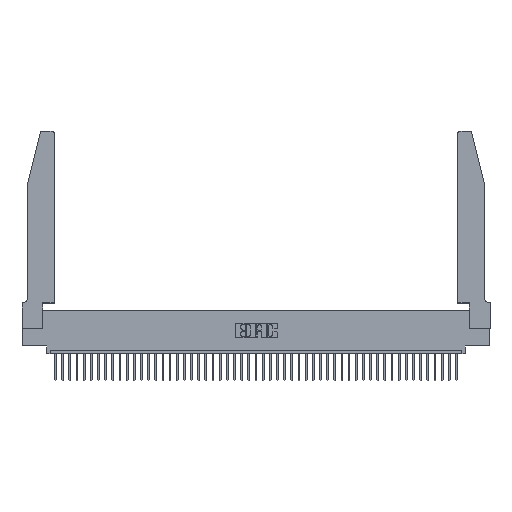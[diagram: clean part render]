
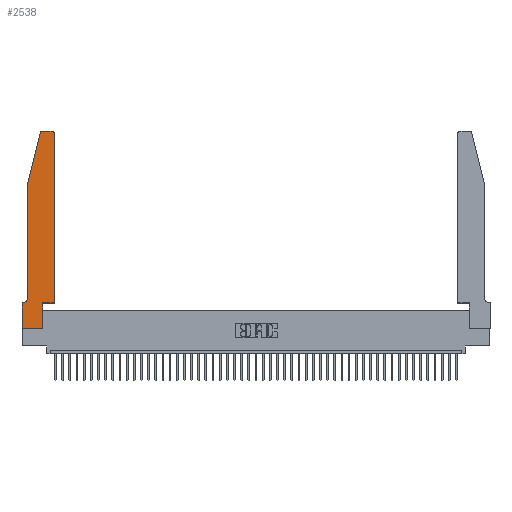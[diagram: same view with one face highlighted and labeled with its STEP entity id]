
A CAD part, top view. The second image highlights one B-rep face of the part: STEP entity #2538.
In plain terms, the highlighted planar face has unit normal (0, 0, 1).
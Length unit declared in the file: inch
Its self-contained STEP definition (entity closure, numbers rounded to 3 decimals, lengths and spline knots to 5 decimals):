
#578 = DIRECTION ( 'NONE',  ( 0., 0., 1. ) ) ;
#884 = LINE ( 'NONE', #32636, #23733 ) ;
#1189 = ORIENTED_EDGE ( 'NONE', *, *, #36169, .T. ) ;
#1466 = DIRECTION ( 'NONE',  ( 1., 0., 0. ) ) ;
#2538 = ADVANCED_FACE ( 'NONE', ( #42951 ), #21467, .T. ) ;
#3274 = ORIENTED_EDGE ( 'NONE', *, *, #43554, .T. ) ;
#4155 = VERTEX_POINT ( 'NONE', #15713 ) ;
#4511 = CARTESIAN_POINT ( 'NONE',  ( 0.0755, 2., 0.37 ) ) ;
#5407 = CARTESIAN_POINT ( 'NONE',  ( 0.4205, 2.72, 0.37 ) ) ;
#5469 = EDGE_CURVE ( 'NONE', #38848, #11634, #22847, .T. ) ;
#6718 = CARTESIAN_POINT ( 'NONE',  ( 0.25487, 2.72718, 0.37 ) ) ;
#6784 = VERTEX_POINT ( 'NONE', #9664 ) ;
#7125 = CARTESIAN_POINT ( 'NONE',  ( 0.4505, 0.35, 0.37 ) ) ;
#7397 = ORIENTED_EDGE ( 'NONE', *, *, #38142, .T. ) ;
#8717 = VERTEX_POINT ( 'NONE', #22518 ) ;
#8763 = VERTEX_POINT ( 'NONE', #14319 ) ;
#8831 = CARTESIAN_POINT ( 'NONE',  ( 0.0055, 0.42, 0.37 ) ) ;
#8848 = DIRECTION ( 'NONE',  ( 1., 0., 0. ) ) ;
#8883 = EDGE_CURVE ( 'NONE', #4155, #8763, #34775, .T. ) ;
#8992 = DIRECTION ( 'NONE',  ( -1., 0., 0. ) ) ;
#9223 = AXIS2_PLACEMENT_3D ( 'NONE', #5407, #40277, #1466 ) ;
#9562 = LINE ( 'NONE', #43505, #35523 ) ;
#9664 = CARTESIAN_POINT ( 'NONE',  ( 0.2865, 0., 0.37 ) ) ;
#10684 = EDGE_CURVE ( 'NONE', #8717, #43920, #26337, .T. ) ;
#11217 = ORIENTED_EDGE ( 'NONE', *, *, #12203, .T. ) ;
#11634 = VERTEX_POINT ( 'NONE', #31690 ) ;
#11690 = VECTOR ( 'NONE', #38803, 39.37008 ) ;
#12203 = EDGE_CURVE ( 'NONE', #23299, #22631, #36923, .T. ) ;
#14222 = CARTESIAN_POINT ( 'NONE',  ( 0.4505, 2.72, 0.37 ) ) ;
#14319 = CARTESIAN_POINT ( 'NONE',  ( 0.4505, 0.35, 0.37 ) ) ;
#14578 = DIRECTION ( 'NONE',  ( -0.239, -0.971, 0. ) ) ;
#15114 = VERTEX_POINT ( 'NONE', #33067 ) ;
#15354 = LINE ( 'NONE', #27778, #17671 ) ;
#15389 = CARTESIAN_POINT ( 'NONE',  ( 0., 0., 0.37 ) ) ;
#15713 = CARTESIAN_POINT ( 'NONE',  ( 0.2865, 0.35, 0.37 ) ) ;
#15939 = VECTOR ( 'NONE', #22677, 39.37008 ) ;
#16170 = EDGE_CURVE ( 'NONE', #43920, #23299, #15354, .T. ) ;
#16239 = EDGE_CURVE ( 'NONE', #15114, #44849, #884, .T. ) ;
#16721 = EDGE_CURVE ( 'NONE', #22631, #15114, #23065, .T. ) ;
#17653 = VECTOR ( 'NONE', #37570, 39.37008 ) ;
#17671 = VECTOR ( 'NONE', #14578, 39.37008 ) ;
#17689 = ORIENTED_EDGE ( 'NONE', *, *, #16721, .T. ) ;
#17746 = AXIS2_PLACEMENT_3D ( 'NONE', #33852, #30131, #26580 ) ;
#17896 = CARTESIAN_POINT ( 'NONE',  ( 0.0755, 2., 0.37 ) ) ;
#17985 = EDGE_LOOP ( 'NONE', ( #24643, #20858, #28733, #11217, #17689, #36598, #7397, #1189, #24010, #40825, #3274, #24161 ) ) ;
#18295 = DIRECTION ( 'NONE',  ( 0., 1., 0. ) ) ;
#18620 = CARTESIAN_POINT ( 'NONE',  ( 0.4505, 0.35, 0.37 ) ) ;
#18726 = DIRECTION ( 'NONE',  ( -1., 0., 0. ) ) ;
#19126 = CARTESIAN_POINT ( 'NONE',  ( 0., 0.35, 0.37 ) ) ;
#19196 = DIRECTION ( 'NONE',  ( 0., 0., -1. ) ) ;
#20858 = ORIENTED_EDGE ( 'NONE', *, *, #10684, .T. ) ;
#20895 = VECTOR ( 'NONE', #18295, 39.37008 ) ;
#21467 = PLANE ( 'NONE',  #41669 ) ;
#21718 = CARTESIAN_POINT ( 'NONE',  ( 0.2865, 0.35, 0.37 ) ) ;
#21764 = DIRECTION ( 'NONE',  ( 1., 0., 0. ) ) ;
#22518 = CARTESIAN_POINT ( 'NONE',  ( 0.284, 2.75, 0.37 ) ) ;
#22631 = VERTEX_POINT ( 'NONE', #29529 ) ;
#22677 = DIRECTION ( 'NONE',  ( 1., 0., 0. ) ) ;
#22847 = CIRCLE ( 'NONE', #9223, 0.03 ) ;
#23065 = CIRCLE ( 'NONE', #38810, 0.07 ) ;
#23299 = VERTEX_POINT ( 'NONE', #4511 ) ;
#23733 = VECTOR ( 'NONE', #18726, 39.37008 ) ;
#24010 = ORIENTED_EDGE ( 'NONE', *, *, #33019, .T. ) ;
#24161 = ORIENTED_EDGE ( 'NONE', *, *, #5469, .T. ) ;
#24643 = ORIENTED_EDGE ( 'NONE', *, *, #42472, .T. ) ;
#25768 = VECTOR ( 'NONE', #37576, 39.37008 ) ;
#26337 = CIRCLE ( 'NONE', #17746, 0.03 ) ;
#26580 = DIRECTION ( 'NONE',  ( 1., 0., 0. ) ) ;
#26965 = LINE ( 'NONE', #18620, #25768 ) ;
#27778 = CARTESIAN_POINT ( 'NONE',  ( 0.0755, 2., 0.37 ) ) ;
#28733 = ORIENTED_EDGE ( 'NONE', *, *, #16170, .T. ) ;
#29529 = CARTESIAN_POINT ( 'NONE',  ( 0.0755, 0.42, 0.37 ) ) ;
#30131 = DIRECTION ( 'NONE',  ( 0., 0., 1. ) ) ;
#31690 = CARTESIAN_POINT ( 'NONE',  ( 0.4205, 2.75, 0.37 ) ) ;
#32433 = LINE ( 'NONE', #21718, #20895 ) ;
#32636 = CARTESIAN_POINT ( 'NONE',  ( 0.0755, 0.35, 0.37 ) ) ;
#33019 = EDGE_CURVE ( 'NONE', #6784, #4155, #32433, .T. ) ;
#33067 = CARTESIAN_POINT ( 'NONE',  ( 0.0055, 0.35, 0.37 ) ) ;
#33852 = CARTESIAN_POINT ( 'NONE',  ( 0.284, 2.72, 0.37 ) ) ;
#34775 = LINE ( 'NONE', #7125, #15939 ) ;
#35523 = VECTOR ( 'NONE', #8848, 39.37008 ) ;
#35724 = DIRECTION ( 'NONE',  ( 0., -1., 0. ) ) ;
#36169 = EDGE_CURVE ( 'NONE', #36788, #6784, #9562, .T. ) ;
#36598 = ORIENTED_EDGE ( 'NONE', *, *, #16239, .T. ) ;
#36788 = VERTEX_POINT ( 'NONE', #15389 ) ;
#36923 = LINE ( 'NONE', #17896, #39067 ) ;
#37458 = LINE ( 'NONE', #44818, #17653 ) ;
#37570 = DIRECTION ( 'NONE',  ( 0., -1., 0. ) ) ;
#37576 = DIRECTION ( 'NONE',  ( 0., 1., 0. ) ) ;
#38142 = EDGE_CURVE ( 'NONE', #44849, #36788, #37458, .T. ) ;
#38803 = DIRECTION ( 'NONE',  ( -1., 0., 0. ) ) ;
#38810 = AXIS2_PLACEMENT_3D ( 'NONE', #8831, #19196, #8992 ) ;
#38848 = VERTEX_POINT ( 'NONE', #14222 ) ;
#39067 = VECTOR ( 'NONE', #35724, 39.37008 ) ;
#40277 = DIRECTION ( 'NONE',  ( 0., 0., 1. ) ) ;
#40825 = ORIENTED_EDGE ( 'NONE', *, *, #8883, .T. ) ;
#41669 = AXIS2_PLACEMENT_3D ( 'NONE', #42687, #578, #21764 ) ;
#41779 = CARTESIAN_POINT ( 'NONE',  ( 0.2605, 2.75, 0.37 ) ) ;
#42472 = EDGE_CURVE ( 'NONE', #11634, #8717, #44837, .T. ) ;
#42687 = CARTESIAN_POINT ( 'NONE',  ( 0., 0.35, 0.37 ) ) ;
#42951 = FACE_OUTER_BOUND ( 'NONE', #17985, .T. ) ;
#43505 = CARTESIAN_POINT ( 'NONE',  ( 0., 0., 0.37 ) ) ;
#43554 = EDGE_CURVE ( 'NONE', #8763, #38848, #26965, .T. ) ;
#43920 = VERTEX_POINT ( 'NONE', #6718 ) ;
#44818 = CARTESIAN_POINT ( 'NONE',  ( 0., 0., 0.37 ) ) ;
#44837 = LINE ( 'NONE', #41779, #11690 ) ;
#44849 = VERTEX_POINT ( 'NONE', #19126 ) ;
